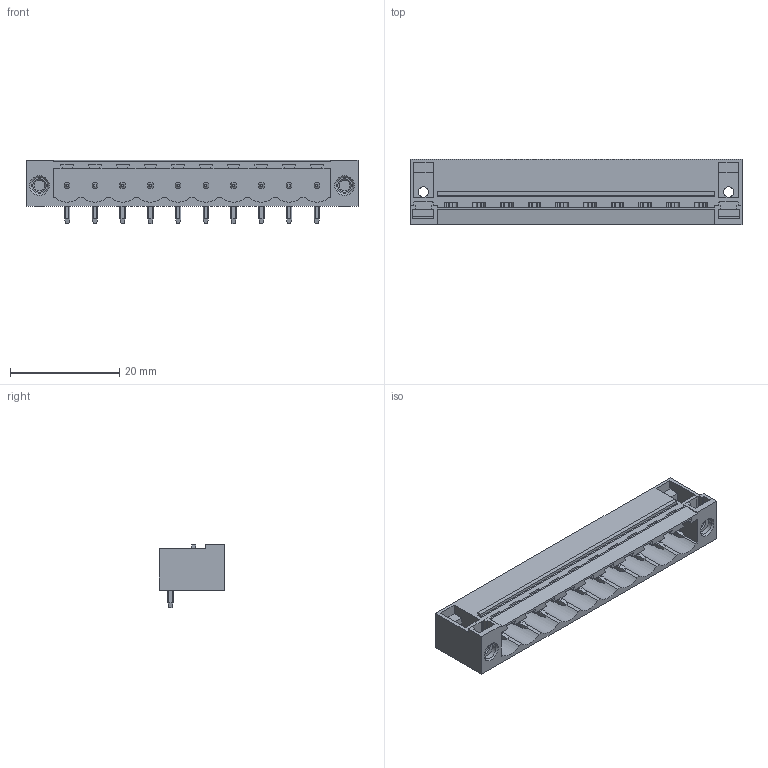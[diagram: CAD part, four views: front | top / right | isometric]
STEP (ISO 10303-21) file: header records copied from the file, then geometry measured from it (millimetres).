
FILE_DESCRIPTION(('CATIA V5 STEP Exchange','CAx-IF Rec.Pracs.--- Model Styling and Organization---1.2---2011-12-15'),'2;1');
FILE_NAME ('D1449300_0', '2018-10-27T04:42:09+00:00', ('none'), ('Weidmueller'), 'CATIA Version 5-6 Release 2014', 'CATIA V5 STEP AP214', 'none');
FILE_SCHEMA(('AUTOMOTIVE_DESIGN { 1 0 10303 214 1 1 1 1 }'));
Length unit declared in the file: millimetre
Products named in the file (1): 1150180000
Bounding box: 60.8 x 12 x 11.63 mm (x, y, z)
Volume: 2906.3 mm3; surface area: 5028.3 mm2
Topology: 13 solids, 13 shells, 593 faces, 1637 edges, 1054 vertices
Faces by surface type: plane 385, cylinder 192, cone 16
Entity records: 17254 total; most frequent: CARTESIAN_POINT 3767, ORIENTED_EDGE 3274, DIRECTION 1917, EDGE_CURVE 1631, VECTOR 1155, LINE 1155, VERTEX_POINT 1046, EDGE_LOOP 633
